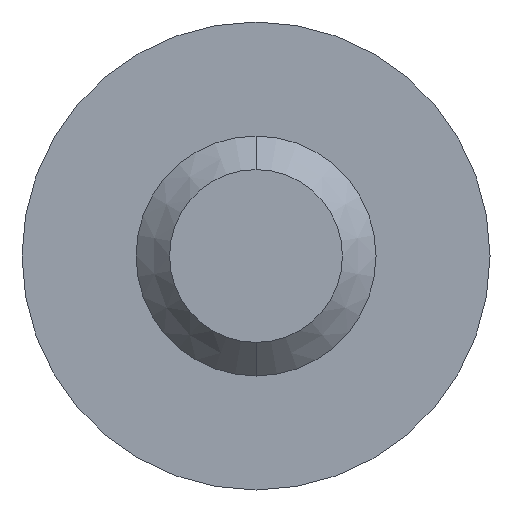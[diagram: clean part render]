
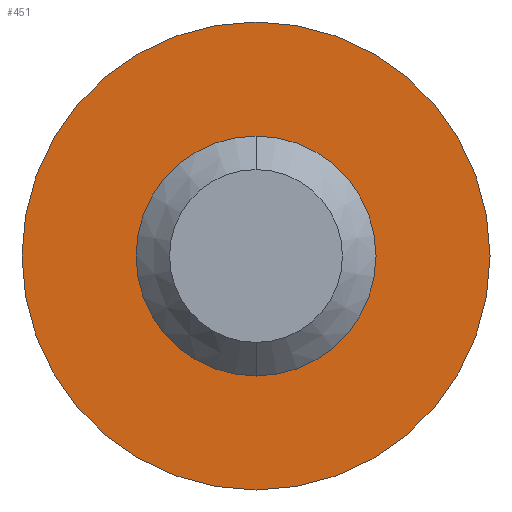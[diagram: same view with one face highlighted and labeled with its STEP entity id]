
A CAD part, front view. The second image highlights one B-rep face of the part: STEP entity #451.
In plain terms, the highlighted planar face has unit normal (0, -1, 0).
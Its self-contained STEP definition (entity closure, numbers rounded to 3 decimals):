
#13 = AXIS2_PLACEMENT_3D ( 'NONE', #147, #707, #214 ) ;
#50 = CARTESIAN_POINT ( 'NONE',  ( 0., -1.175, 0. ) ) ;
#63 = CARTESIAN_POINT ( 'NONE',  ( 0., -1.175, 4.875 ) ) ;
#100 = DIRECTION ( 'NONE',  ( 0., -1., 0. ) ) ;
#128 = AXIS2_PLACEMENT_3D ( 'NONE', #393, #395, #579 ) ;
#137 = EDGE_CURVE ( 'NONE', #787, #314, #166, .T. ) ;
#144 = PLANE ( 'NONE',  #128 ) ;
#147 = CARTESIAN_POINT ( 'NONE',  ( 0., -1.175, 0. ) ) ;
#166 = CIRCLE ( 'NONE', #713, 4.875 ) ;
#191 = FACE_BOUND ( 'NONE', #540, .T. ) ;
#205 = ORIENTED_EDGE ( 'NONE', *, *, #527, .F. ) ;
#213 = CARTESIAN_POINT ( 'NONE',  ( 0., -1.175, 0. ) ) ;
#214 = DIRECTION ( 'NONE',  ( 0., 0., -1. ) ) ;
#233 = CARTESIAN_POINT ( 'NONE',  ( 0., -1.175, 0. ) ) ;
#298 = CIRCLE ( 'NONE', #302, 2.5 ) ;
#301 = DIRECTION ( 'NONE',  ( 0., 0., -1. ) ) ;
#302 = AXIS2_PLACEMENT_3D ( 'NONE', #213, #517, #585 ) ;
#314 = VERTEX_POINT ( 'NONE', #810 ) ;
#349 = EDGE_LOOP ( 'NONE', ( #205, #572 ) ) ;
#377 = FACE_OUTER_BOUND ( 'NONE', #349, .T. ) ;
#393 = CARTESIAN_POINT ( 'NONE',  ( 0., -1.175, 0. ) ) ;
#395 = DIRECTION ( 'NONE',  ( 0., 1., 0. ) ) ;
#415 = DIRECTION ( 'NONE',  ( 0., 1., 0. ) ) ;
#439 = VERTEX_POINT ( 'NONE', #771 ) ;
#451 = ADVANCED_FACE ( 'NONE', ( #191, #377 ), #144, .F. ) ;
#517 = DIRECTION ( 'NONE',  ( 0., -1., 0. ) ) ;
#520 = EDGE_CURVE ( 'NONE', #664, #439, #298, .T. ) ;
#527 = EDGE_CURVE ( 'NONE', #314, #787, #699, .T. ) ;
#537 = CARTESIAN_POINT ( 'NONE',  ( 0., -1.175, 2.5 ) ) ;
#539 = DIRECTION ( 'NONE',  ( 0., 0., -1. ) ) ;
#540 = EDGE_LOOP ( 'NONE', ( #563, #766 ) ) ;
#559 = AXIS2_PLACEMENT_3D ( 'NONE', #50, #100, #301 ) ;
#563 = ORIENTED_EDGE ( 'NONE', *, *, #703, .F. ) ;
#572 = ORIENTED_EDGE ( 'NONE', *, *, #137, .F. ) ;
#579 = DIRECTION ( 'NONE',  ( 0., 0., 1. ) ) ;
#585 = DIRECTION ( 'NONE',  ( 0., 0., -1. ) ) ;
#664 = VERTEX_POINT ( 'NONE', #537 ) ;
#699 = CIRCLE ( 'NONE', #13, 4.875 ) ;
#703 = EDGE_CURVE ( 'NONE', #439, #664, #782, .T. ) ;
#707 = DIRECTION ( 'NONE',  ( 0., 1., 0. ) ) ;
#713 = AXIS2_PLACEMENT_3D ( 'NONE', #233, #415, #539 ) ;
#766 = ORIENTED_EDGE ( 'NONE', *, *, #520, .F. ) ;
#771 = CARTESIAN_POINT ( 'NONE',  ( 0., -1.175, -2.5 ) ) ;
#782 = CIRCLE ( 'NONE', #559, 2.5 ) ;
#787 = VERTEX_POINT ( 'NONE', #63 ) ;
#810 = CARTESIAN_POINT ( 'NONE',  ( 0., -1.175, -4.875 ) ) ;
